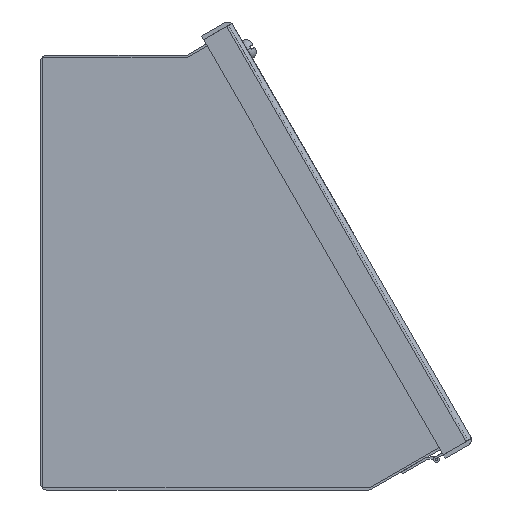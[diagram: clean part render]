
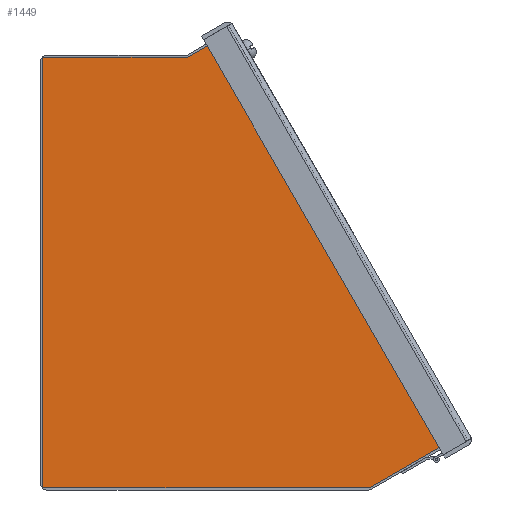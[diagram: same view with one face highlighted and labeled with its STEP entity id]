
A CAD part, left-side view. The second image highlights one B-rep face of the part: STEP entity #1449.
In plain terms, the highlighted planar face has unit normal (-1, 0, 0).
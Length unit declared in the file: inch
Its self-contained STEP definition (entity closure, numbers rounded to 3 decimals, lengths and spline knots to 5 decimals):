
#463 = LINE ( 'NONE', #6702, #3615 ) ;
#484 = VERTEX_POINT ( 'NONE', #2475 ) ;
#555 = ORIENTED_EDGE ( 'NONE', *, *, #4784, .F. ) ;
#581 = CARTESIAN_POINT ( 'NONE',  ( -8., -3.1359, 7.763 ) ) ;
#663 = ORIENTED_EDGE ( 'NONE', *, *, #10774, .F. ) ;
#868 = FACE_OUTER_BOUND ( 'NONE', #15540, .T. ) ;
#1308 = AXIS2_PLACEMENT_3D ( 'NONE', #5675, #3734, #3837 ) ;
#1449 = ADVANCED_FACE ( 'NONE', ( #868 ), #11799, .F. ) ;
#1450 = DIRECTION ( 'NONE',  ( 0., 0.5, 0.866 ) ) ;
#1660 = CARTESIAN_POINT ( 'NONE',  ( -8., -3.1359, 7.763 ) ) ;
#1798 = DIRECTION ( 'NONE',  ( 0., -0.5, -0.866 ) ) ;
#1894 = LINE ( 'NONE', #9557, #19102 ) ;
#1954 = CARTESIAN_POINT ( 'NONE',  ( -8., -0.036, 7.401 ) ) ;
#2048 = ORIENTED_EDGE ( 'NONE', *, *, #7487, .F. ) ;
#2134 = DIRECTION ( 'NONE',  ( 0., -0.5, -0.866 ) ) ;
#2475 = CARTESIAN_POINT ( 'NONE',  ( -8., -5.629, 0.036 ) ) ;
#2497 = ORIENTED_EDGE ( 'NONE', *, *, #17851, .F. ) ;
#3355 = ORIENTED_EDGE ( 'NONE', *, *, #3775, .F. ) ;
#3615 = VECTOR ( 'NONE', #18931, 39.37008 ) ;
#3639 = CARTESIAN_POINT ( 'NONE',  ( -8., -2.509, 7.401 ) ) ;
#3664 = VERTEX_POINT ( 'NONE', #3639 ) ;
#3734 = DIRECTION ( 'NONE',  ( 1., 0., 0. ) ) ;
#3775 = EDGE_CURVE ( 'NONE', #8565, #10882, #463, .T. ) ;
#3837 = DIRECTION ( 'NONE',  ( 0., 0., 1. ) ) ;
#4043 = VECTOR ( 'NONE', #1450, 39.37008 ) ;
#4134 = DIRECTION ( 'NONE',  ( 0., -0.866, 0.5 ) ) ;
#4169 = DIRECTION ( 'NONE',  ( 0., 0.866, -0.5 ) ) ;
#4418 = CARTESIAN_POINT ( 'NONE',  ( -8., -0.036, 0.036 ) ) ;
#4533 = EDGE_CURVE ( 'NONE', #10882, #3664, #8087, .T. ) ;
#4784 = EDGE_CURVE ( 'NONE', #484, #8565, #5671, .T. ) ;
#5017 = DIRECTION ( 'NONE',  ( 0., -1., 0. ) ) ;
#5541 = EDGE_CURVE ( 'NONE', #18339, #484, #13244, .T. ) ;
#5671 = LINE ( 'NONE', #14853, #17256 ) ;
#5675 = CARTESIAN_POINT ( 'NONE',  ( -8., -0.036, 0.036 ) ) ;
#5751 = CARTESIAN_POINT ( 'NONE',  ( -8., -3.4774, 7.1716 ) ) ;
#5787 = VERTEX_POINT ( 'NONE', #17388 ) ;
#5926 = VECTOR ( 'NONE', #5017, 39.37008 ) ;
#6012 = VECTOR ( 'NONE', #4134, 39.37008 ) ;
#6566 = LINE ( 'NONE', #14307, #12426 ) ;
#6702 = CARTESIAN_POINT ( 'NONE',  ( -8., -0.036, 0.036 ) ) ;
#6955 = VERTEX_POINT ( 'NONE', #10919 ) ;
#7122 = EDGE_CURVE ( 'NONE', #3664, #8343, #11700, .T. ) ;
#7192 = LINE ( 'NONE', #15143, #6012 ) ;
#7329 = ORIENTED_EDGE ( 'NONE', *, *, #5541, .F. ) ;
#7420 = ORIENTED_EDGE ( 'NONE', *, *, #19787, .F. ) ;
#7481 = LINE ( 'NONE', #13601, #4043 ) ;
#7487 = EDGE_CURVE ( 'NONE', #17153, #6955, #19717, .T. ) ;
#7699 = VECTOR ( 'NONE', #2134, 39.37008 ) ;
#7717 = EDGE_CURVE ( 'NONE', #5787, #6955, #7481, .T. ) ;
#8087 = LINE ( 'NONE', #1954, #5926 ) ;
#8343 = VERTEX_POINT ( 'NONE', #581 ) ;
#8565 = VERTEX_POINT ( 'NONE', #4418 ) ;
#8709 = CARTESIAN_POINT ( 'NONE',  ( -8., -7.10551, 0.88861 ) ) ;
#9016 = VERTEX_POINT ( 'NONE', #11945 ) ;
#9221 = VECTOR ( 'NONE', #16678, 39.37008 ) ;
#9519 = LINE ( 'NONE', #1660, #19802 ) ;
#9557 = CARTESIAN_POINT ( 'NONE',  ( -8., -3.41509, 7.13553 ) ) ;
#10499 = CARTESIAN_POINT ( 'NONE',  ( -8., -7.10551, 0.88861 ) ) ;
#10774 = EDGE_CURVE ( 'NONE', #5787, #11016, #1894, .T. ) ;
#10882 = VERTEX_POINT ( 'NONE', #11392 ) ;
#10919 = CARTESIAN_POINT ( 'NONE',  ( -8., -3.41505, 7.1356 ) ) ;
#11016 = VERTEX_POINT ( 'NONE', #12197 ) ;
#11303 = ORIENTED_EDGE ( 'NONE', *, *, #7717, .T. ) ;
#11392 = CARTESIAN_POINT ( 'NONE',  ( -8., -0.036, 7.401 ) ) ;
#11700 = LINE ( 'NONE', #16481, #9221 ) ;
#11799 = PLANE ( 'NONE',  #1308 ) ;
#11894 = DIRECTION ( 'NONE',  ( 0., 1., 0. ) ) ;
#11945 = CARTESIAN_POINT ( 'NONE',  ( -8., -6.76401, 1.48001 ) ) ;
#12197 = CARTESIAN_POINT ( 'NONE',  ( -8., -6.70162, 1.44407 ) ) ;
#12426 = VECTOR ( 'NONE', #12576, 39.37008 ) ;
#12572 = DIRECTION ( 'NONE',  ( 0., -0.5, -0.866 ) ) ;
#12576 = DIRECTION ( 'NONE',  ( 0., 0.5, 0.866 ) ) ;
#12923 = EDGE_CURVE ( 'NONE', #8343, #17153, #9519, .T. ) ;
#13244 = LINE ( 'NONE', #10499, #19221 ) ;
#13601 = CARTESIAN_POINT ( 'NONE',  ( -8., -6.70165, 1.44401 ) ) ;
#14152 = CARTESIAN_POINT ( 'NONE',  ( -8., -6.70165, 1.44401 ) ) ;
#14307 = CARTESIAN_POINT ( 'NONE',  ( -8., -6.70165, 1.44401 ) ) ;
#14363 = ORIENTED_EDGE ( 'NONE', *, *, #4533, .F. ) ;
#14853 = CARTESIAN_POINT ( 'NONE',  ( -8., -0.036, 0.036 ) ) ;
#15133 = DIRECTION ( 'NONE',  ( 0., 0.866, -0.5 ) ) ;
#15143 = CARTESIAN_POINT ( 'NONE',  ( -8., -6.70165, 1.44401 ) ) ;
#15540 = EDGE_LOOP ( 'NONE', ( #555, #7329, #7420, #2497, #16025, #663, #11303, #2048, #17076, #18064, #14363, #3355 ) ) ;
#15908 = EDGE_CURVE ( 'NONE', #17149, #11016, #6566, .T. ) ;
#16025 = ORIENTED_EDGE ( 'NONE', *, *, #15908, .T. ) ;
#16481 = CARTESIAN_POINT ( 'NONE',  ( -8., -2.509, 7.401 ) ) ;
#16519 = LINE ( 'NONE', #19278, #7699 ) ;
#16678 = DIRECTION ( 'NONE',  ( 0., -0.866, 0.5 ) ) ;
#17008 = CARTESIAN_POINT ( 'NONE',  ( -8., -3.4774, 7.1716 ) ) ;
#17076 = ORIENTED_EDGE ( 'NONE', *, *, #12923, .F. ) ;
#17149 = VERTEX_POINT ( 'NONE', #14152 ) ;
#17153 = VERTEX_POINT ( 'NONE', #17008 ) ;
#17256 = VECTOR ( 'NONE', #11894, 39.37008 ) ;
#17388 = CARTESIAN_POINT ( 'NONE',  ( -8., -3.41509, 7.13553 ) ) ;
#17851 = EDGE_CURVE ( 'NONE', #17149, #9016, #7192, .T. ) ;
#18064 = ORIENTED_EDGE ( 'NONE', *, *, #7122, .F. ) ;
#18339 = VERTEX_POINT ( 'NONE', #8709 ) ;
#18931 = DIRECTION ( 'NONE',  ( 0., 0., 1. ) ) ;
#19102 = VECTOR ( 'NONE', #1798, 39.37008 ) ;
#19221 = VECTOR ( 'NONE', #4169, 39.37008 ) ;
#19278 = CARTESIAN_POINT ( 'NONE',  ( -8., -6.76401, 1.48001 ) ) ;
#19717 = LINE ( 'NONE', #5751, #19972 ) ;
#19787 = EDGE_CURVE ( 'NONE', #9016, #18339, #16519, .T. ) ;
#19802 = VECTOR ( 'NONE', #12572, 39.37008 ) ;
#19972 = VECTOR ( 'NONE', #15133, 39.37008 ) ;
